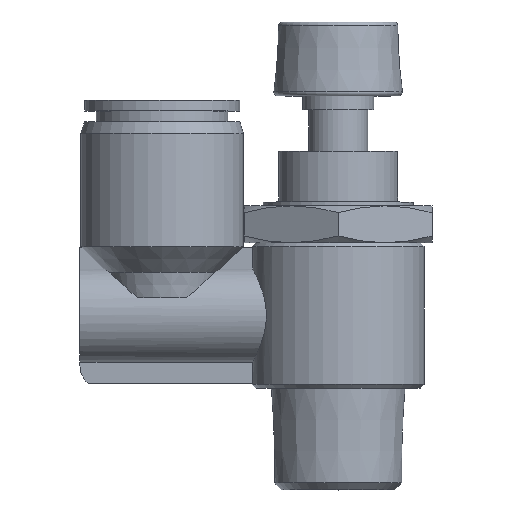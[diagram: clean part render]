
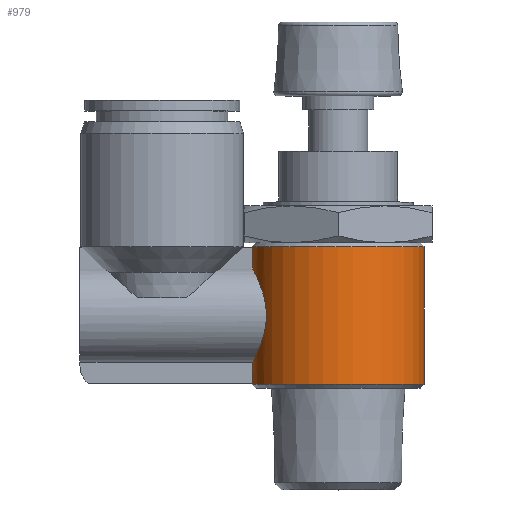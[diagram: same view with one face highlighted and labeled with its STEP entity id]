
A CAD part, top view. The second image highlights one B-rep face of the part: STEP entity #979.
In plain terms, the highlighted cylindrical face has radius 11 mm (diameter 22 mm), a full revolution.
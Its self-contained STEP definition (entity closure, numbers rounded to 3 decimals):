
#43=CYLINDRICAL_SURFACE('',#1065,11.);
#56=CIRCLE('',#1059,11.);
#60=CIRCLE('',#1066,11.);
#61=CIRCLE('',#1067,11.);
#62=CIRCLE('',#1068,11.);
#114=B_SPLINE_CURVE_WITH_KNOTS('',3,(#1534,#1535,#1536,#1537,#1538,#1539,
#1540,#1541,#1542,#1543),.UNSPECIFIED.,.F.,.F.,(4,1,1,1,1,1,1,4),(0.,
0.004,0.006,0.009,0.011,
0.013,0.015,0.017),.UNSPECIFIED.);
#115=B_SPLINE_CURVE_WITH_KNOTS('',3,(#1551,#1552,#1553,#1554,#1555,#1556,
#1557,#1558,#1559,#1560),.UNSPECIFIED.,.F.,.F.,(4,1,1,1,1,1,1,4),(0.,
0.004,0.006,0.009,0.011,
0.013,0.015,0.017),.UNSPECIFIED.);
#180=ORIENTED_EDGE('',*,*,#452,.F.);
#181=ORIENTED_EDGE('',*,*,#453,.T.);
#182=ORIENTED_EDGE('',*,*,#435,.F.);
#183=ORIENTED_EDGE('',*,*,#454,.F.);
#184=ORIENTED_EDGE('',*,*,#455,.F.);
#185=ORIENTED_EDGE('',*,*,#456,.F.);
#186=ORIENTED_EDGE('',*,*,#457,.F.);
#187=ORIENTED_EDGE('',*,*,#458,.F.);
#188=ORIENTED_EDGE('',*,*,#439,.F.);
#189=ORIENTED_EDGE('',*,*,#445,.F.);
#435=EDGE_CURVE('',#573,#570,#668,.F.);
#439=EDGE_CURVE('',#577,#574,#671,.T.);
#445=EDGE_CURVE('',#570,#577,#56,.T.);
#452=EDGE_CURVE('',#586,#586,#60,.T.);
#453=EDGE_CURVE('',#587,#587,#61,.T.);
#454=EDGE_CURVE('',#588,#573,#114,.T.);
#455=EDGE_CURVE('',#589,#588,#678,.F.);
#456=EDGE_CURVE('',#590,#589,#62,.T.);
#457=EDGE_CURVE('',#591,#590,#679,.T.);
#458=EDGE_CURVE('',#574,#591,#115,.T.);
#570=VERTEX_POINT('',#1480);
#573=VERTEX_POINT('',#1488);
#574=VERTEX_POINT('',#1492);
#577=VERTEX_POINT('',#1500);
#586=VERTEX_POINT('',#1531);
#587=VERTEX_POINT('',#1533);
#588=VERTEX_POINT('',#1544);
#589=VERTEX_POINT('',#1546);
#590=VERTEX_POINT('',#1548);
#591=VERTEX_POINT('',#1550);
#668=LINE('',#1489,#709);
#671=LINE('',#1501,#712);
#678=LINE('',#1545,#719);
#679=LINE('',#1549,#720);
#709=VECTOR('',#1187,1000.);
#712=VECTOR('',#1192,1000.);
#719=VECTOR('',#1223,1000.);
#720=VECTOR('',#1226,1000.);
#752=EDGE_LOOP('',(#180));
#753=EDGE_LOOP('',(#181));
#754=EDGE_LOOP('',(#182,#183,#184,#185,#186,#187,#188,#189));
#849=FACE_BOUND('',#752,.T.);
#850=FACE_BOUND('',#753,.T.);
#851=FACE_BOUND('',#754,.T.);
#979=ADVANCED_FACE('',(#849,#850,#851),#43,.T.);
#1059=AXIS2_PLACEMENT_3D('',#1516,#1202,#1203);
#1065=AXIS2_PLACEMENT_3D('',#1529,#1217,#1218);
#1066=AXIS2_PLACEMENT_3D('',#1530,#1219,#1220);
#1067=AXIS2_PLACEMENT_3D('',#1532,#1221,#1222);
#1068=AXIS2_PLACEMENT_3D('',#1547,#1224,#1225);
#1187=DIRECTION('',(0.,-1.,0.));
#1192=DIRECTION('',(0.,-1.,0.));
#1202=DIRECTION('',(0.,-1.,0.));
#1203=DIRECTION('',(0.,0.,-1.));
#1217=DIRECTION('',(0.,-1.,0.));
#1218=DIRECTION('',(0.,0.,-1.));
#1219=DIRECTION('',(0.,-1.,0.));
#1220=DIRECTION('',(0.,0.,-1.));
#1221=DIRECTION('',(0.,-1.,0.));
#1222=DIRECTION('',(0.,0.,-1.));
#1223=DIRECTION('',(0.,-1.,0.));
#1224=DIRECTION('',(0.,1.,0.));
#1225=DIRECTION('',(0.,0.,1.));
#1226=DIRECTION('',(0.,-1.,0.));
#1480=CARTESIAN_POINT('',(-10.941,8.685,1.133));
#1488=CARTESIAN_POINT('',(-10.941,5.943,1.133));
#1489=CARTESIAN_POINT('',(-10.941,-22.285,1.133));
#1492=CARTESIAN_POINT('',(-10.941,5.943,-1.133));
#1500=CARTESIAN_POINT('',(-10.941,8.685,-1.133));
#1501=CARTESIAN_POINT('',(-10.941,-22.285,-1.133));
#1516=CARTESIAN_POINT('',(0.,8.685,0.));
#1529=CARTESIAN_POINT('',(0.,-22.285,0.));
#1530=CARTESIAN_POINT('',(0.,-8.785,0.));
#1531=CARTESIAN_POINT('',(0.,-8.785,-11.));
#1532=CARTESIAN_POINT('',(0.,8.785,0.));
#1533=CARTESIAN_POINT('',(0.,8.785,-11.));
#1534=CARTESIAN_POINT('',(-10.941,-5.943,1.133));
#1535=CARTESIAN_POINT('',(-10.796,-5.674,2.543));
#1536=CARTESIAN_POINT('',(-10.165,-4.544,4.39));
#1537=CARTESIAN_POINT('',(-9.366,-2.144,5.788));
#1538=CARTESIAN_POINT('',(-9.098,-0.004,6.18));
#1539=CARTESIAN_POINT('',(-9.363,2.132,5.793));
#1540=CARTESIAN_POINT('',(-9.962,3.942,4.741));
#1541=CARTESIAN_POINT('',(-10.59,5.293,3.168));
#1542=CARTESIAN_POINT('',(-10.869,5.809,1.838));
#1543=CARTESIAN_POINT('',(-10.941,5.943,1.133));
#1544=CARTESIAN_POINT('',(-10.941,-5.943,1.133));
#1545=CARTESIAN_POINT('',(-10.941,-22.285,1.133));
#1546=CARTESIAN_POINT('',(-10.941,-8.685,1.133));
#1547=CARTESIAN_POINT('',(0.,-8.685,0.));
#1548=CARTESIAN_POINT('',(-10.941,-8.685,-1.133));
#1549=CARTESIAN_POINT('',(-10.941,-22.285,-1.133));
#1550=CARTESIAN_POINT('',(-10.941,-5.943,-1.133));
#1551=CARTESIAN_POINT('',(-10.941,5.943,-1.133));
#1552=CARTESIAN_POINT('',(-10.796,5.674,-2.543));
#1553=CARTESIAN_POINT('',(-10.165,4.544,-4.39));
#1554=CARTESIAN_POINT('',(-9.366,2.144,-5.788));
#1555=CARTESIAN_POINT('',(-9.098,0.004,-6.18));
#1556=CARTESIAN_POINT('',(-9.363,-2.132,-5.793));
#1557=CARTESIAN_POINT('',(-9.962,-3.942,-4.741));
#1558=CARTESIAN_POINT('',(-10.59,-5.293,-3.168));
#1559=CARTESIAN_POINT('',(-10.869,-5.809,-1.838));
#1560=CARTESIAN_POINT('',(-10.941,-5.943,-1.133));
